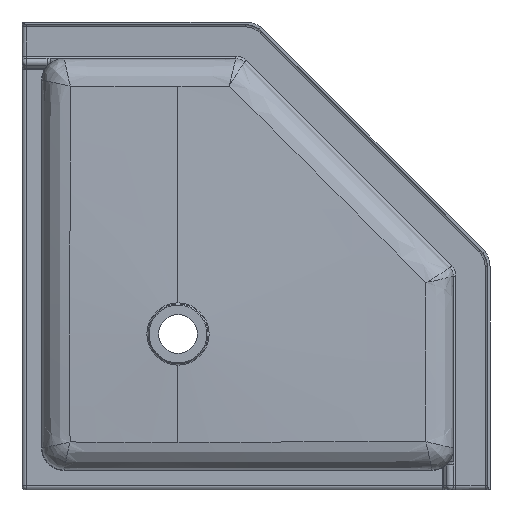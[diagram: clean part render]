
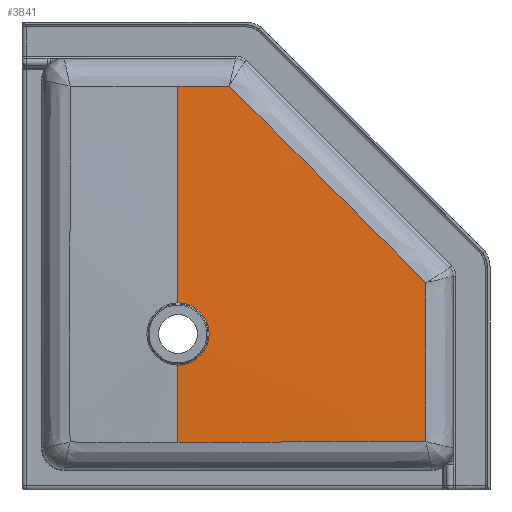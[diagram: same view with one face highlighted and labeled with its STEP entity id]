
A CAD part, front view. The second image highlights one B-rep face of the part: STEP entity #3841.
In plain terms, the highlighted conical face has half-angle 88 degrees and reference radius 59.729 mm.
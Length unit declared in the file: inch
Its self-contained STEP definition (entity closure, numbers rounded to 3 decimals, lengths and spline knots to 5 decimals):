
#71 = VERTEX_POINT ( 'NONE', #7885 ) ;
#243 = EDGE_CURVE ( 'NONE', #872, #71, #6711, .T. ) ;
#280 = EDGE_CURVE ( 'NONE', #1781, #872, #3245, .T. ) ;
#291 = EDGE_CURVE ( 'NONE', #3846, #1781, #1504, .T. ) ;
#304 = CARTESIAN_POINT ( 'NONE',  ( 0., -3.82124, -8.32634 ) ) ;
#333 = EDGE_CURVE ( 'NONE', #7460, #3846, #2451, .T. ) ;
#375 = EDGE_CURVE ( 'NONE', #7197, #765, #936, .T. ) ;
#619 = EDGE_CURVE ( 'NONE', #7197, #7460, #5185, .T. ) ;
#620 = CARTESIAN_POINT ( 'NONE',  ( 0., -4.02838, 0. ) ) ;
#684 = CARTESIAN_POINT ( 'NONE',  ( 19.07003, -3.38599, -8.28041 ) ) ;
#694 = ORIENTED_EDGE ( 'NONE', *, *, #5632, .F. ) ;
#765 = VERTEX_POINT ( 'NONE', #4698 ) ;
#872 = VERTEX_POINT ( 'NONE', #4358 ) ;
#936 = CIRCLE ( 'NONE', #938, 2.39463 ) ;
#938 = AXIS2_PLACEMENT_3D ( 'NONE', #620, #5497, #5492 ) ;
#952 = CARTESIAN_POINT ( 'NONE',  ( 0., -4.02838, -2.39463 ) ) ;
#1180 = EDGE_LOOP ( 'NONE', ( #6104, #3078, #4331, #3725, #3121, #4369, #694 ) ) ;
#1297 = CARTESIAN_POINT ( 'NONE',  ( 0., -4.02989, 0. ) ) ;
#1456 = CARTESIAN_POINT ( 'NONE',  ( 19.07476, -3.43181, 3.94439 ) ) ;
#1504 = B_SPLINE_CURVE_WITH_KNOTS ( 'NONE', 3,
 ( #6257, #6255, #6246, #6245, #6236, #6225, #6216, #6214 ),
 .UNSPECIFIED., .F., .F.,
 ( 4, 2, 2, 4 ),
 ( 0., 0.15526, 0.23289, 0.31052 ),
 .UNSPECIFIED. ) ;
#1781 = VERTEX_POINT ( 'NONE', #1456 ) ;
#1948 = VECTOR ( 'NONE', #5174, 39.37008 ) ;
#2103 = CARTESIAN_POINT ( 'NONE',  ( 3.17922, -3.80207, -8.32153 ) ) ;
#2451 = B_SPLINE_CURVE_WITH_KNOTS ( 'NONE', 3,
 ( #5607, #5599, #5598, #2103, #5592, #5591, #5582, #5573, #5572, #5570, #5560, #5559, #5552, #5551 ),
 .UNSPECIFIED., .F., .F.,
 ( 4, 2, 2, 2, 2, 2, 4 ),
 ( 0.21094, 0.27151, 0.33207, 0.39263, 0.45319, 0.57431, 0.69544 ),
 .UNSPECIFIED. ) ;
#3078 = ORIENTED_EDGE ( 'NONE', *, *, #619, .T. ) ;
#3121 = ORIENTED_EDGE ( 'NONE', *, *, #280, .T. ) ;
#3245 = B_SPLINE_CURVE_WITH_KNOTS ( 'NONE', 3,
 ( #6880, #6878, #6869, #6868, #6859, #6857, #6847, #6839, #6838, #6836, #6826, #6817, #6816, #6805 ),
 .UNSPECIFIED., .F., .F.,
 ( 4, 2, 2, 2, 2, 2, 4 ),
 ( 0., 0.13588, 0.20382, 0.27176, 0.33971, 0.40765, 0.54353 ),
 .UNSPECIFIED. ) ;
#3725 = ORIENTED_EDGE ( 'NONE', *, *, #291, .T. ) ;
#3760 = DIRECTION ( 'NONE',  ( 0., 1., 0. ) ) ;
#3841 = ADVANCED_FACE ( 'NONE', ( #6840 ), #6052, .T. ) ;
#3846 = VERTEX_POINT ( 'NONE', #684 ) ;
#4331 = ORIENTED_EDGE ( 'NONE', *, *, #333, .T. ) ;
#4358 = CARTESIAN_POINT ( 'NONE',  ( 3.94439, -3.43181, 19.07476 ) ) ;
#4369 = ORIENTED_EDGE ( 'NONE', *, *, #243, .T. ) ;
#4698 = CARTESIAN_POINT ( 'NONE',  ( 0., -4.02838, 2.39463 ) ) ;
#5174 = DIRECTION ( 'NONE',  ( 0., 0.035, -0.999 ) ) ;
#5182 = CARTESIAN_POINT ( 'NONE',  ( 0., -4.02989, -2.35154 ) ) ;
#5185 = LINE ( 'NONE', #5182, #1948 ) ;
#5492 = DIRECTION ( 'NONE',  ( 0., 0., -1. ) ) ;
#5497 = DIRECTION ( 'NONE',  ( 0., -1., 0. ) ) ;
#5551 = CARTESIAN_POINT ( 'NONE',  ( 19.07003, -3.38599, -8.28041 ) ) ;
#5552 = CARTESIAN_POINT ( 'NONE',  ( 17.48119, -3.43686, -8.28254 ) ) ;
#5559 = CARTESIAN_POINT ( 'NONE',  ( 15.89231, -3.48677, -8.28508 ) ) ;
#5560 = CARTESIAN_POINT ( 'NONE',  ( 12.71446, -3.58267, -8.29147 ) ) ;
#5570 = CARTESIAN_POINT ( 'NONE',  ( 11.12549, -3.62877, -8.29535 ) ) ;
#5572 = CARTESIAN_POINT ( 'NONE',  ( 8.74186, -3.69139, -8.3025 ) ) ;
#5573 = CARTESIAN_POINT ( 'NONE',  ( 7.94728, -3.71114, -8.30511 ) ) ;
#5582 = CARTESIAN_POINT ( 'NONE',  ( 6.35805, -3.74721, -8.3106 ) ) ;
#5591 = CARTESIAN_POINT ( 'NONE',  ( 5.56338, -3.76352, -8.31349 ) ) ;
#5592 = CARTESIAN_POINT ( 'NONE',  ( 3.97396, -3.79096, -8.31896 ) ) ;
#5598 = CARTESIAN_POINT ( 'NONE',  ( 1.58967, -3.81723, -8.32525 ) ) ;
#5599 = CARTESIAN_POINT ( 'NONE',  ( 0.79486, -3.82124, -8.32634 ) ) ;
#5607 = CARTESIAN_POINT ( 'NONE',  ( 0., -3.82124, -8.32634 ) ) ;
#5632 = EDGE_CURVE ( 'NONE', #765, #71, #5872, .T. ) ;
#5858 = DIRECTION ( 'NONE',  ( 0., 0.035, 0.999 ) ) ;
#5866 = CARTESIAN_POINT ( 'NONE',  ( 0., -4.02989, 2.35154 ) ) ;
#5872 = LINE ( 'NONE', #5866, #7491 ) ;
#5927 = AXIS2_PLACEMENT_3D ( 'NONE', #1297, #3760, #6218 ) ;
#6052 = CONICAL_SURFACE ( 'NONE', #5927, 2.35154, 1.536 ) ;
#6104 = ORIENTED_EDGE ( 'NONE', *, *, #375, .F. ) ;
#6214 = CARTESIAN_POINT ( 'NONE',  ( 19.07476, -3.43181, 3.94439 ) ) ;
#6216 = CARTESIAN_POINT ( 'NONE',  ( 19.07555, -3.43898, 2.92565 ) ) ;
#6218 = DIRECTION ( 'NONE',  ( 0., 0., 1. ) ) ;
#6225 = CARTESIAN_POINT ( 'NONE',  ( 19.07607, -3.44348, 1.9069 ) ) ;
#6236 = CARTESIAN_POINT ( 'NONE',  ( 19.07645, -3.44677, -0.13061 ) ) ;
#6245 = CARTESIAN_POINT ( 'NONE',  ( 19.07631, -3.44557, -1.14936 ) ) ;
#6246 = CARTESIAN_POINT ( 'NONE',  ( 19.07495, -3.43357, -4.20565 ) ) ;
#6255 = CARTESIAN_POINT ( 'NONE',  ( 19.07276, -3.41424, -6.24307 ) ) ;
#6257 = CARTESIAN_POINT ( 'NONE',  ( 19.07003, -3.38599, -8.28041 ) ) ;
#6711 = B_SPLINE_CURVE_WITH_KNOTS ( 'NONE', 3,
 ( #6910, #6902, #6901, #6898 ),
 .UNSPECIFIED., .F., .F.,
 ( 4, 4 ),
 ( 0., 0.10019 ),
 .UNSPECIFIED. ) ;
#6805 = CARTESIAN_POINT ( 'NONE',  ( 3.94439, -3.43181, 19.07476 ) ) ;
#6816 = CARTESIAN_POINT ( 'NONE',  ( 5.20741, -3.46591, 17.81628 ) ) ;
#6817 = CARTESIAN_POINT ( 'NONE',  ( 6.47044, -3.49404, 16.55773 ) ) ;
#6826 = CARTESIAN_POINT ( 'NONE',  ( 8.36423, -3.52307, 14.66894 ) ) ;
#6836 = CARTESIAN_POINT ( 'NONE',  ( 8.99536, -3.53055, 14.03918 ) ) ;
#6838 = CARTESIAN_POINT ( 'NONE',  ( 10.25722, -3.5406, 12.77918 ) ) ;
#6839 = CARTESIAN_POINT ( 'NONE',  ( 10.88795, -3.54316, 12.14895 ) ) ;
#6840 = FACE_OUTER_BOUND ( 'NONE', #1180, .T. ) ;
#6847 = CARTESIAN_POINT ( 'NONE',  ( 12.14895, -3.54316, 10.88795 ) ) ;
#6857 = CARTESIAN_POINT ( 'NONE',  ( 12.77918, -3.5406, 10.25722 ) ) ;
#6859 = CARTESIAN_POINT ( 'NONE',  ( 14.03918, -3.53055, 8.99536 ) ) ;
#6868 = CARTESIAN_POINT ( 'NONE',  ( 14.66894, -3.52307, 8.36423 ) ) ;
#6869 = CARTESIAN_POINT ( 'NONE',  ( 16.55773, -3.49404, 6.47044 ) ) ;
#6878 = CARTESIAN_POINT ( 'NONE',  ( 17.81628, -3.46591, 5.20741 ) ) ;
#6880 = CARTESIAN_POINT ( 'NONE',  ( 19.07476, -3.43181, 3.94439 ) ) ;
#6898 = CARTESIAN_POINT ( 'NONE',  ( 0., -3.44584, 19.07634 ) ) ;
#6901 = CARTESIAN_POINT ( 'NONE',  ( 1.3148, -3.44584, 19.07634 ) ) ;
#6902 = CARTESIAN_POINT ( 'NONE',  ( 2.6296, -3.44107, 19.07578 ) ) ;
#6910 = CARTESIAN_POINT ( 'NONE',  ( 3.94439, -3.43181, 19.07476 ) ) ;
#7197 = VERTEX_POINT ( 'NONE', #952 ) ;
#7460 = VERTEX_POINT ( 'NONE', #304 ) ;
#7491 = VECTOR ( 'NONE', #5858, 39.37008 ) ;
#7885 = CARTESIAN_POINT ( 'NONE',  ( 0., -3.44584, 19.07634 ) ) ;
